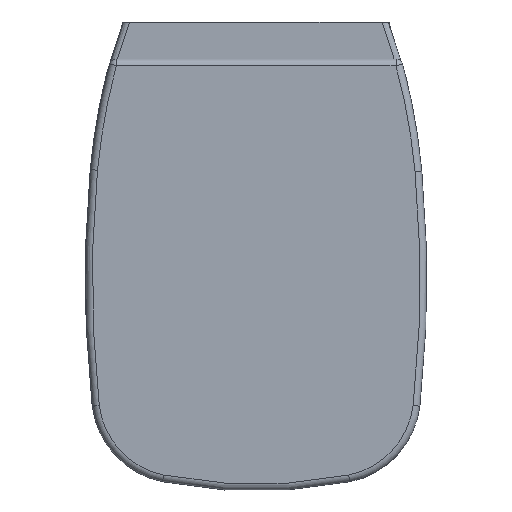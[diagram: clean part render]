
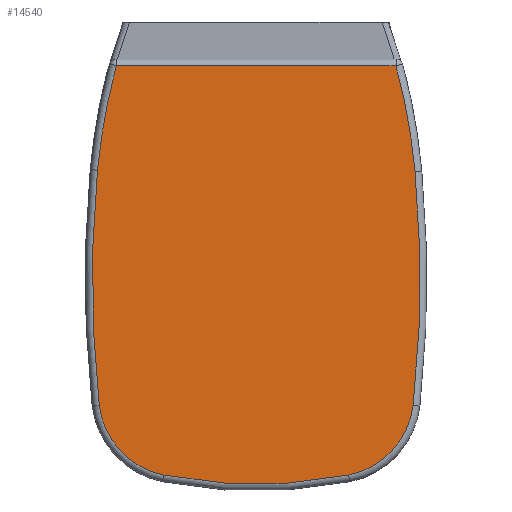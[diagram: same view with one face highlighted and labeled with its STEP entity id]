
A CAD part, top view. The second image highlights one B-rep face of the part: STEP entity #14540.
In plain terms, the highlighted planar face has unit normal (-0.001, 0, 1).
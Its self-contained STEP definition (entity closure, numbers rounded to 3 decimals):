
#14247=CARTESIAN_POINT('',(-44.071,143.402,15.0));
#14248=VERTEX_POINT('',#14247);
#14256=CARTESIAN_POINT('',(-44.071,-143.374,15.0));
#14257=VERTEX_POINT('',#14256);
#14258=CARTESIAN_POINT('',(-44.071,143.402,15.0));
#14259=DIRECTION('',(0.0,-1.0,0.0));
#14260=VECTOR('',#14259,286.776);
#14261=LINE('',#14258,#14260);
#14262=EDGE_CURVE('',#14248,#14257,#14261,.T.);
#14287=CARTESIAN_POINT('',(-152.442,-162.852,15.0));
#14288=VERTEX_POINT('',#14287);
#14289=CARTESIAN_POINT('',(-213.888,490.222,15.0));
#14290=DIRECTION('',(0.0,0.0,-1.0));
#14291=DIRECTION('',(0.177,-0.984,0.0));
#14292=AXIS2_PLACEMENT_3D('',#14289,#14290,#14291);
#14293=CIRCLE('',#14292,655.959);
#14294=EDGE_CURVE('',#14257,#14288,#14293,.T.);
#14314=CARTESIAN_POINT('',(-392.221,-160.894,15.0));
#14315=VERTEX_POINT('',#14314);
#14316=CARTESIAN_POINT('',(-262.766,1009.714,15.0));
#14317=DIRECTION('',(0.0,0.0,-1.0));
#14318=DIRECTION('',(-0.008,-1.,0.0));
#14319=AXIS2_PLACEMENT_3D('',#14316,#14317,#14318);
#14320=CIRCLE('',#14319,1177.745);
#14321=EDGE_CURVE('',#14288,#14315,#14320,.T.);
#14346=CARTESIAN_POINT('',(-463.642,-94.712,15.0));
#14347=VERTEX_POINT('',#14346);
#14348=CARTESIAN_POINT('',(-382.242,-78.496,15.0));
#14349=DIRECTION('',(0.0,0.0,-1.0));
#14350=DIRECTION('',(-0.68,-0.734,0.0));
#14351=AXIS2_PLACEMENT_3D('',#14348,#14349,#14350);
#14352=CIRCLE('',#14351,83.);
#14353=EDGE_CURVE('',#14315,#14347,#14352,.T.);
#14382=CARTESIAN_POINT('',(-463.643,94.71,15.0));
#14383=VERTEX_POINT('',#14382);
#14384=CARTESIAN_POINT('',(10.98,-0.001,15.0));
#14385=DIRECTION('',(0.0,0.0,-1.));
#14386=DIRECTION('',(-1.,0.,0.0));
#14387=AXIS2_PLACEMENT_3D('',#14384,#14385,#14386);
#14388=CIRCLE('',#14387,483.981);
#14389=EDGE_CURVE('',#14347,#14383,#14388,.T.);
#14418=CARTESIAN_POINT('',(-392.221,160.892,15.0));
#14419=VERTEX_POINT('',#14418);
#14420=CARTESIAN_POINT('',(-382.242,78.494,15.0));
#14421=DIRECTION('',(0.0,0.0,-1.0));
#14422=DIRECTION('',(-0.68,0.734,0.0));
#14423=AXIS2_PLACEMENT_3D('',#14420,#14421,#14422);
#14424=CIRCLE('',#14423,83.);
#14425=EDGE_CURVE('',#14383,#14419,#14424,.T.);
#14452=CARTESIAN_POINT('',(-151.098,162.723,15.0));
#14453=VERTEX_POINT('',#14452);
#14461=CARTESIAN_POINT('',(-212.816,-485.276,15.0));
#14462=DIRECTION('',(0.0,0.0,-1.));
#14463=DIRECTION('',(0.178,0.984,0.0));
#14464=AXIS2_PLACEMENT_3D('',#14461,#14462,#14463);
#14465=CIRCLE('',#14464,650.931);
#14466=EDGE_CURVE('',#14453,#14248,#14465,.T.);
#14484=CARTESIAN_POINT('',(-262.766,-1009.716,15.0));
#14485=DIRECTION('',(0.0,0.0,-1.0));
#14486=DIRECTION('',(-0.008,1.,0.0));
#14487=AXIS2_PLACEMENT_3D('',#14484,#14485,#14486);
#14488=CIRCLE('',#14487,1177.745);
#14489=EDGE_CURVE('',#14419,#14453,#14488,.T.);
#14525=CARTESIAN_POINT('',(-248.217,0.003,15.0));
#14526=DIRECTION('',(0.0,0.0,1.0));
#14527=DIRECTION('',(1.0,0.0,0.0));
#14528=AXIS2_PLACEMENT_3D('',#14525,#14526,#14527);
#14529=PLANE('',#14528);
#14530=ORIENTED_EDGE('',*,*,#14262,.F.);
#14531=ORIENTED_EDGE('',*,*,#14466,.F.);
#14532=ORIENTED_EDGE('',*,*,#14489,.F.);
#14533=ORIENTED_EDGE('',*,*,#14425,.F.);
#14534=ORIENTED_EDGE('',*,*,#14389,.F.);
#14535=ORIENTED_EDGE('',*,*,#14353,.F.);
#14536=ORIENTED_EDGE('',*,*,#14321,.F.);
#14537=ORIENTED_EDGE('',*,*,#14294,.F.);
#14538=EDGE_LOOP('',(#14530,#14531,#14532,#14533,#14534,#14535,#14536,#14537));
#14539=FACE_OUTER_BOUND('',#14538,.T.);
#14540=ADVANCED_FACE('',(#14539),#14529,.T.);
